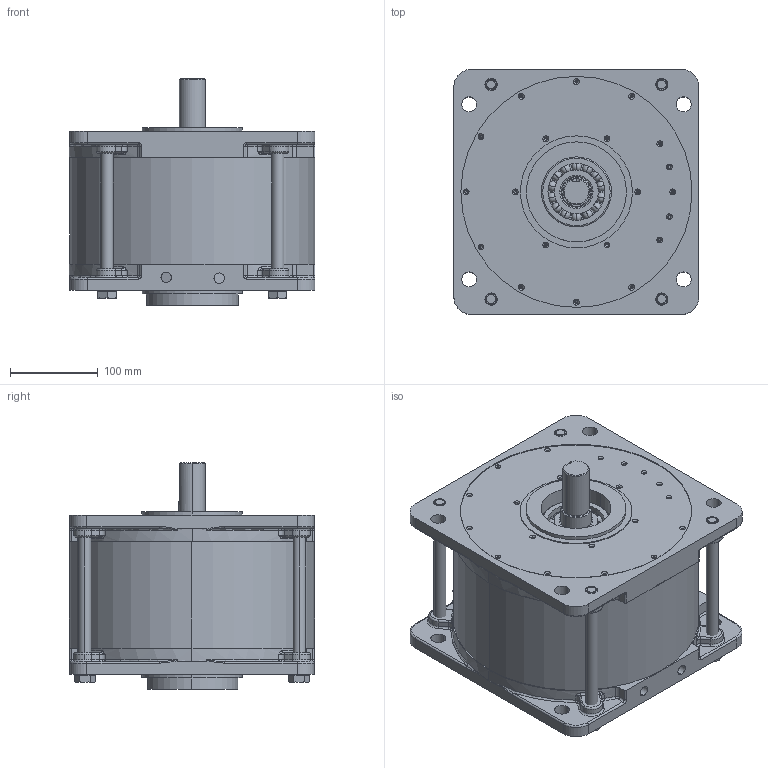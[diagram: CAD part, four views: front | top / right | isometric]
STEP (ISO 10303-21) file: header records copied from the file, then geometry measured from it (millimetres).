
FILE_DESCRIPTION (( 'STEP AP203' ), '1' );
FILE_NAME ('装配体（外形图）.STEP', '2014-07-30T00:46:07', ( 'User' ), ( 'Microsoft' ), 'SwSTEP 2.0', 'SolidWorks 2013', '' );
FILE_SCHEMA (( 'CONFIG_CONTROL_DESIGN' ));
Length unit declared in the file: millimetre
Products named in the file (8): 蚾饜极ㄗ俋倛芞ㄘ; 裔; Deep groove ball bearings GB_Rolling bearings 6307 GB 276-94; 賦凳芞; 綴裔; GB_FASTENER_BOLT_HHBC M14X140-C_GB_FASTENER_BOLT_HHBC M14X140-C; 儂褲; 粣
Assembly tree (12 placements, depth 2):
  蚾饜极ㄗ俋倛芞ㄘ
    賦凳芞  x2
    儂褲
    裔  x2
    綴裔
    粣
    Deep groove ball bearings GB_Rolling bearings 6307 GB 276-94
    GB_FASTENER_BOLT_HHBC M14X140-C_GB_FASTENER_BOLT_HHBC M14X140-C  x4
Bounding box: 281 x 280 x 259 mm (x, y, z)
Volume: 4193739.5 mm3; surface area: 1105924.1 mm2
Topology: 12 solids, 12 shells, 2195 faces, 5672 edges, 3433 vertices
Faces by surface type: cylinder 1086, torus 561, plane 255, cone 203, sphere 70, bspline 20
Entity records: 40173 total; most frequent: CARTESIAN_POINT 9401, DIRECTION 6948, ORIENTED_EDGE 6002, AXIS2_PLACEMENT_3D 3023, EDGE_CURVE 3001, VERTEX_POINT 1863, CIRCLE 1838, EDGE_LOOP 1350
